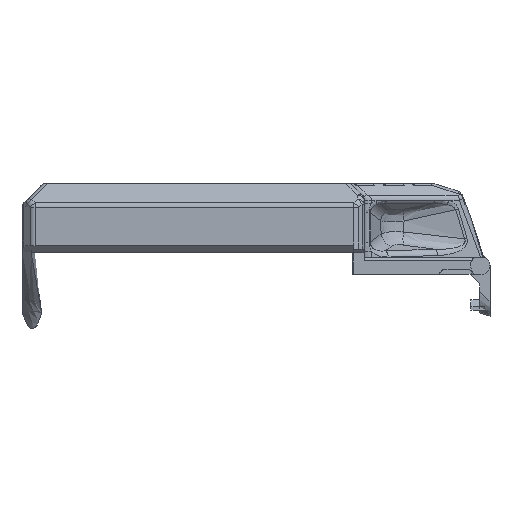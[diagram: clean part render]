
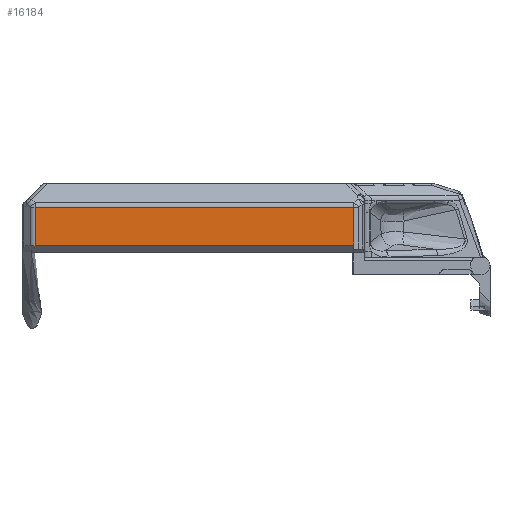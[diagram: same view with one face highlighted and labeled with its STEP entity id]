
A CAD part, front view. The second image highlights one B-rep face of the part: STEP entity #16184.
In plain terms, the highlighted planar face has unit normal (0, -1, 0).
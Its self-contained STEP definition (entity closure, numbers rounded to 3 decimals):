
#16000=CARTESIAN_POINT('',(11.84,-17.875,0.45));
#16001=VERTEX_POINT('',#16000);
#16002=CARTESIAN_POINT('',(-34.886,-17.875,0.45));
#16003=VERTEX_POINT('',#16002);
#16004=CARTESIAN_POINT('',(11.84,-17.875,0.45));
#16005=DIRECTION('',(-1.,0.,0.));
#16006=VECTOR('',#16005,46.726);
#16007=LINE('',#16004,#16006);
#16008=EDGE_CURVE('',#16001,#16003,#16007,.T.);
#16138=CARTESIAN_POINT('',(-36.2,-17.875,-5.05));
#16139=DIRECTION('',(0.,-1.,0.));
#16140=DIRECTION('',(0.,0.,-1.));
#16141=AXIS2_PLACEMENT_3D('',#16138,#16139,#16140);
#16142=PLANE('',#16141);
#16143=CARTESIAN_POINT('',(11.92,-17.875,-0.05));
#16144=VERTEX_POINT('',#16143);
#16145=CARTESIAN_POINT('',(11.92,-17.875,6.036));
#16146=VERTEX_POINT('',#16145);
#16147=CARTESIAN_POINT('',(11.92,-17.875,-0.05));
#16148=DIRECTION('',(-0.,-0.,1.));
#16149=VECTOR('',#16148,6.086);
#16150=LINE('',#16147,#16149);
#16151=EDGE_CURVE('',#16144,#16146,#16150,.T.);
#16152=ORIENTED_EDGE('',*,*,#16151,.T.);
#16153=CARTESIAN_POINT('',(-34.886,-17.875,6.036));
#16154=VERTEX_POINT('',#16153);
#16155=CARTESIAN_POINT('',(11.92,-17.875,6.036));
#16156=DIRECTION('',(-1.,0.,0.));
#16157=VECTOR('',#16156,46.806);
#16158=LINE('',#16155,#16157);
#16159=EDGE_CURVE('',#16146,#16154,#16158,.T.);
#16160=ORIENTED_EDGE('',*,*,#16159,.T.);
#16161=CARTESIAN_POINT('',(-34.886,-17.875,6.036));
#16162=DIRECTION('',(-0.,-0.,-1.));
#16163=VECTOR('',#16162,5.586);
#16164=LINE('',#16161,#16163);
#16165=EDGE_CURVE('',#16154,#16003,#16164,.T.);
#16166=ORIENTED_EDGE('',*,*,#16165,.T.);
#16167=ORIENTED_EDGE('',*,*,#16008,.F.);
#16168=CARTESIAN_POINT('',(11.84,-17.875,-0.05));
#16169=VERTEX_POINT('',#16168);
#16170=CARTESIAN_POINT('',(11.84,-17.875,-0.05));
#16171=DIRECTION('',(0.,0.,1.));
#16172=VECTOR('',#16171,0.5);
#16173=LINE('',#16170,#16172);
#16174=EDGE_CURVE('',#16169,#16001,#16173,.T.);
#16175=ORIENTED_EDGE('',*,*,#16174,.F.);
#16176=CARTESIAN_POINT('',(11.92,-17.875,-0.05));
#16177=DIRECTION('',(-1.,0.,0.));
#16178=VECTOR('',#16177,0.08);
#16179=LINE('',#16176,#16178);
#16180=EDGE_CURVE('',#16144,#16169,#16179,.T.);
#16181=ORIENTED_EDGE('',*,*,#16180,.F.);
#16182=EDGE_LOOP('',(#16152,#16160,#16166,#16167,#16175,#16181));
#16183=FACE_BOUND('',#16182,.T.);
#16184=ADVANCED_FACE('',(#16183),#16142,.T.);
